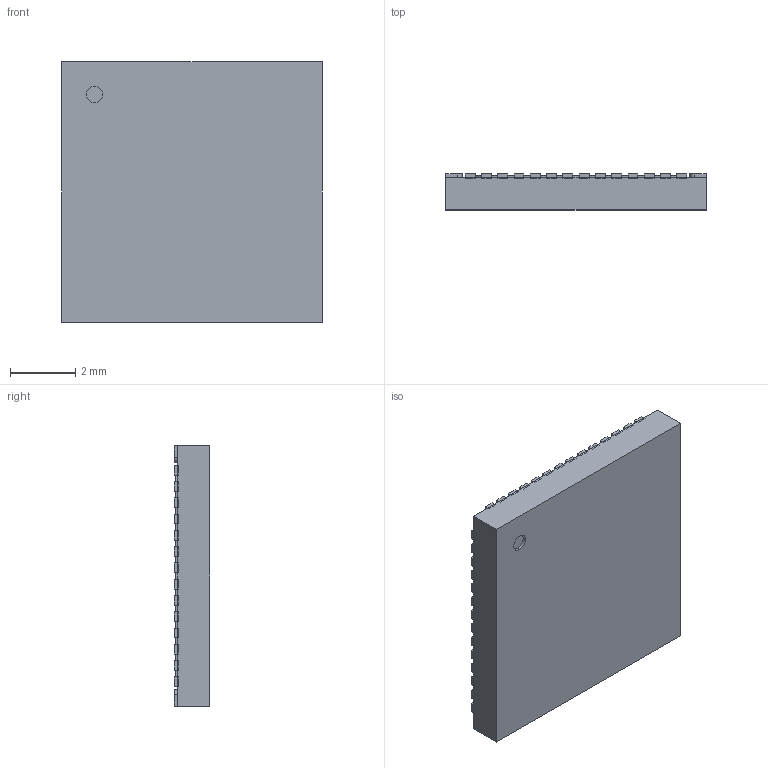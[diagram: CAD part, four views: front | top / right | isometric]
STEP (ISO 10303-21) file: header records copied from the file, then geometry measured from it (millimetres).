
FILE_DESCRIPTION (( 'STEP AP214' ), '1' );
FILE_NAME ('82541FAA-CE68-4C0E-AC7B-9D7B61F5EECA.STEP', '2024-03-15T16:24:24', ( '' ), ( '' ), 'SwSTEP 2.0', 'SolidWorks 2022', '' );
FILE_SCHEMA (( 'AUTOMOTIVE_DESIGN' ));
Length unit declared in the file: millimetre
Products named in the file (1): 82541FAA-CE68-4C0E-AC7B-9D7B61F5EECA
Bounding box: 8 x 1.1 x 8 mm (x, y, z)
Volume: 67.1 mm3; surface area: 189.5 mm2
Topology: 57 solids, 57 shells, 365 faces, 747 edges, 498 vertices
Faces by surface type: plane 293, cylinder 72
Entity records: 14012 total; most frequent: DIRECTION 1623, CARTESIAN_POINT 1611, ORIENTED_EDGE 1494, EDGE_CURVE 747, VECTOR 603, LINE 603, AXIS2_PLACEMENT_3D 510, VERTEX_POINT 498
